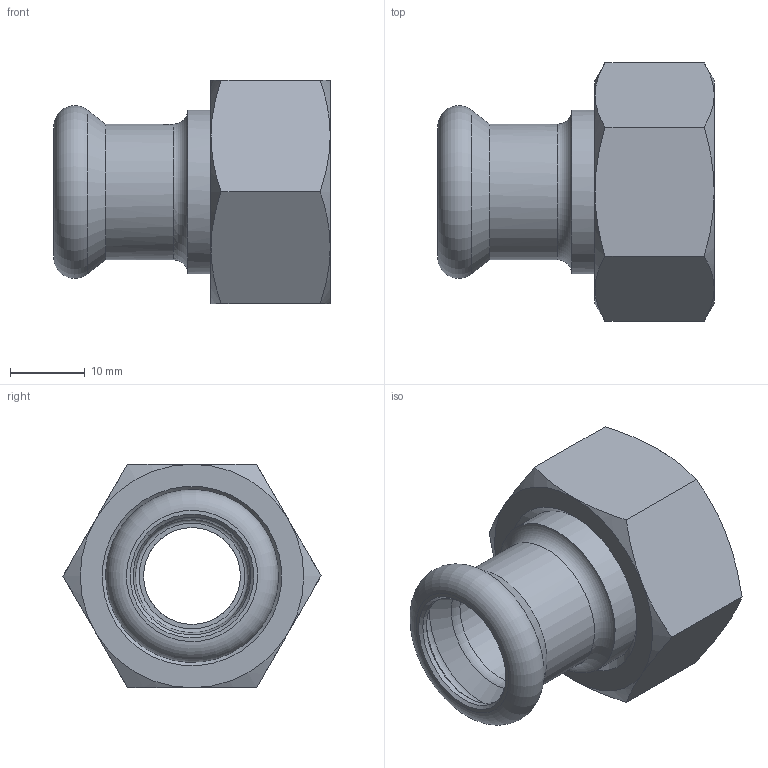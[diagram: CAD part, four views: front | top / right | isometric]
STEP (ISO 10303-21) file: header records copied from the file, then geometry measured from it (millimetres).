
FILE_DESCRIPTION(/* description */ (''),/* implementation_level */ '2;1');
FILE_NAME(/* name */ '45032.stp',/* time_stamp */ '2023-09-08T11:34:12+02:00',/* author */ ('JANAN'),/* organization */ (''),/* preprocessor_version */ 'ST-DEVELOPER v19.2',/* originating_system */ 'Autodesk Inventor 2023',/* authorisation */ '');
FILE_SCHEMA (('AUTOMOTIVE_DESIGN { 1 0 10303 214 3 1 1 }'));
Length unit declared in the file: millimetre
Products named in the file (1): tmp5359.tmp
Bounding box: 37.1 x 34.64 x 30.02 mm (x, y, z)
Volume: 10240.5 mm3; surface area: 8727 mm2
Topology: 4 solids, 4 shells, 51 faces, 103 edges, 60 vertices
Faces by surface type: cone 20, plane 14, cylinder 10, torus 7
Full cylindrical faces by diameter (mm): 13 x2, 15.2 x1, 15.8 x1, 18.2 x1, 22 x2, 22.1 x1, 24 x1, 24.4 x1
Entity records: 1444 total; most frequent: CARTESIAN_POINT 287, DIRECTION 238, ORIENTED_EDGE 206, AXIS2_PLACEMENT_3D 107, EDGE_CURVE 103, VERTEX_POINT 60, EDGE_LOOP 59, CIRCLE 55
